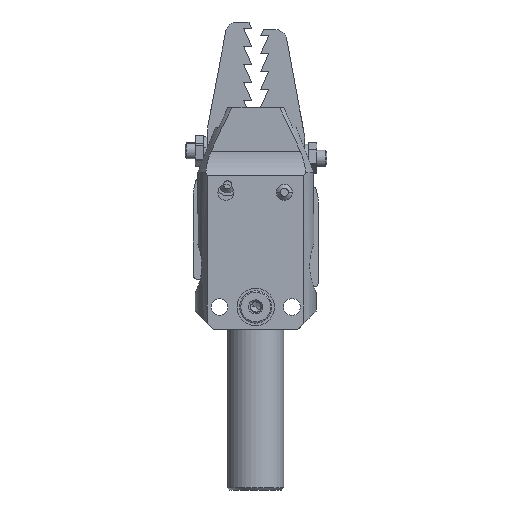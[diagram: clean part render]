
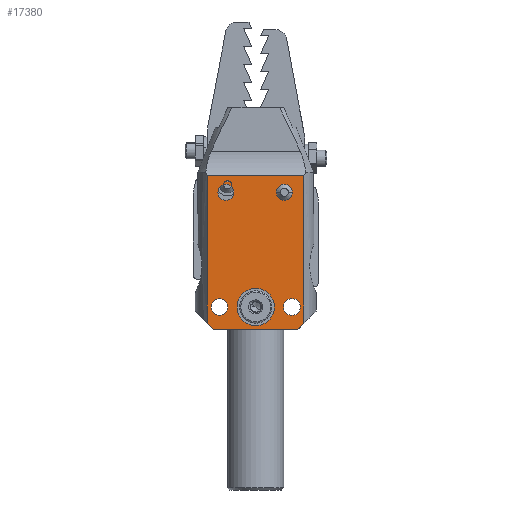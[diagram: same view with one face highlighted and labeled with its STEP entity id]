
A CAD part, front view. The second image highlights one B-rep face of the part: STEP entity #17380.
In plain terms, the highlighted face is planar.
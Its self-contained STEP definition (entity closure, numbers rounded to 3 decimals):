
#2594 = CIRCLE ( 'NONE', #17590, 4.65 ) ;
#2603 = CIRCLE ( 'NONE', #17596, 2. ) ;
#2617 = CIRCLE ( 'NONE', #11133, 2. ) ;
#2686 = CIRCLE ( 'NONE', #11149, 2.1 ) ;
#2690 = CIRCLE ( 'NONE', #11151, 2.1 ) ;
#2716 = LINE ( 'NONE', #3744, #2729 ) ;
#2719 = CIRCLE ( 'NONE', #11157, 2.1 ) ;
#2721 = CIRCLE ( 'NONE', #11158, 2.1 ) ;
#2722 = CIRCLE ( 'NONE', #11159, 2. ) ;
#2723 = CIRCLE ( 'NONE', #11160, 2. ) ;
#2724 = CIRCLE ( 'NONE', #11161, 4.65 ) ;
#2725 = LINE ( 'NONE', #3738, #2727 ) ;
#2726 = LINE ( 'NONE', #3743, #2731 ) ;
#2727 = VECTOR ( 'NONE', #3739, 1000. ) ;
#2728 = LINE ( 'NONE', #3748, #2735 ) ;
#2729 = VECTOR ( 'NONE', #3749, 1000. ) ;
#2730 = LINE ( 'NONE', #3752, #2733 ) ;
#2731 = VECTOR ( 'NONE', #3751, 1000. ) ;
#2732 = LINE ( 'NONE', #3750, #2737 ) ;
#2733 = VECTOR ( 'NONE', #3753, 1000. ) ;
#2735 = VECTOR ( 'NONE', #3754, 1000. ) ;
#2737 = VECTOR ( 'NONE', #3755, 1000. ) ;
#3303 = CARTESIAN_POINT ( 'NONE',  ( 7.1, 9., 21. ) ) ;
#3304 = DIRECTION ( 'NONE',  ( 0., -1., 0. ) ) ;
#3305 = DIRECTION ( 'NONE',  ( 0., 0., -1. ) ) ;
#3612 = CARTESIAN_POINT ( 'NONE',  ( -9., 9., 49.5 ) ) ;
#3613 = DIRECTION ( 'NONE',  ( 0., -1., 0. ) ) ;
#3614 = DIRECTION ( 'NONE',  ( 0., 0., -1. ) ) ;
#3622 = CARTESIAN_POINT ( 'NONE',  ( 9., 9., 49.5 ) ) ;
#3623 = DIRECTION ( 'NONE',  ( 0., -1., 0. ) ) ;
#3624 = DIRECTION ( 'NONE',  ( 0., 0., -1. ) ) ;
#3729 = CARTESIAN_POINT ( 'NONE',  ( 9., 9., 49.5 ) ) ;
#3730 = DIRECTION ( 'NONE',  ( 0., -1., 0. ) ) ;
#3731 = DIRECTION ( 'NONE',  ( 0., 0., -1. ) ) ;
#3732 = CARTESIAN_POINT ( 'NONE',  ( -9., 9., 49.5 ) ) ;
#3733 = DIRECTION ( 'NONE',  ( 0., -1., 0. ) ) ;
#3734 = DIRECTION ( 'NONE',  ( 0., 0., -1. ) ) ;
#3735 = CARTESIAN_POINT ( 'NONE',  ( 7.1, 9., 21. ) ) ;
#3736 = DIRECTION ( 'NONE',  ( 0., -1., 0. ) ) ;
#3737 = DIRECTION ( 'NONE',  ( 0., 0., -1. ) ) ;
#3738 = CARTESIAN_POINT ( 'NONE',  ( -12., 9., 95. ) ) ;
#3739 = DIRECTION ( 'NONE',  ( 0., 0., 1. ) ) ;
#3740 = CARTESIAN_POINT ( 'NONE',  ( -7.4, 9., 21. ) ) ;
#3741 = DIRECTION ( 'NONE',  ( 0., -1., 0. ) ) ;
#3742 = DIRECTION ( 'NONE',  ( 0., 0., -1. ) ) ;
#3743 = CARTESIAN_POINT ( 'NONE',  ( 15.001, 9., 55. ) ) ;
#3744 = CARTESIAN_POINT ( 'NONE',  ( -15., 9., 50.5 ) ) ;
#3745 = CARTESIAN_POINT ( 'NONE',  ( 0., 9., 49.5 ) ) ;
#3746 = DIRECTION ( 'NONE',  ( 0., -1., 0. ) ) ;
#3747 = DIRECTION ( 'NONE',  ( 0., 0., -1. ) ) ;
#3748 = CARTESIAN_POINT ( 'NONE',  ( 12., 9., 95. ) ) ;
#3749 = DIRECTION ( 'NONE',  ( -0.707, 0., -0.707 ) ) ;
#3750 = CARTESIAN_POINT ( 'NONE',  ( 15.001, 9., 16.8 ) ) ;
#3751 = DIRECTION ( 'NONE',  ( 1., 0., 0. ) ) ;
#3752 = CARTESIAN_POINT ( 'NONE',  ( 15., 9., 50.5 ) ) ;
#3753 = DIRECTION ( 'NONE',  ( -0.707, 0., 0.707 ) ) ;
#3754 = DIRECTION ( 'NONE',  ( 0., 0., 1. ) ) ;
#3755 = DIRECTION ( 'NONE',  ( -1., 0., 0. ) ) ;
#5171 = DIRECTION ( 'NONE',  ( 0., 0., -1. ) ) ;
#5174 = DIRECTION ( 'NONE',  ( 0., -1., 0. ) ) ;
#5177 = CARTESIAN_POINT ( 'NONE',  ( -7.4, 9., 21. ) ) ;
#5225 = DIRECTION ( 'NONE',  ( 0., 0., -1. ) ) ;
#5226 = DIRECTION ( 'NONE',  ( 0., -1., 0. ) ) ;
#5227 = CARTESIAN_POINT ( 'NONE',  ( 0., 9., 49.5 ) ) ;
#7867 = CARTESIAN_POINT ( 'NONE',  ( -12., 9., 16.8 ) ) ;
#7940 = CARTESIAN_POINT ( 'NONE',  ( 12., 9., 16.8 ) ) ;
#7954 = CARTESIAN_POINT ( 'NONE',  ( -10.5, 9., 55. ) ) ;
#7965 = CARTESIAN_POINT ( 'NONE',  ( 10.5, 9., 55. ) ) ;
#8468 = CARTESIAN_POINT ( 'NONE',  ( 12., 9., 53.5 ) ) ;
#9618 = CARTESIAN_POINT ( 'NONE',  ( -12., 9., 53.5 ) ) ;
#9690 = CARTESIAN_POINT ( 'NONE',  ( -9., 9., 47.4 ) ) ;
#9726 = CARTESIAN_POINT ( 'NONE',  ( 9., 9., 51.6 ) ) ;
#9875 = CARTESIAN_POINT ( 'NONE',  ( -9., 9., 51.6 ) ) ;
#9924 = CARTESIAN_POINT ( 'NONE',  ( 9., 9., 47.4 ) ) ;
#10181 = ORIENTED_EDGE ( 'NONE', *, *, #16806, .T. ) ;
#10182 = ORIENTED_EDGE ( 'NONE', *, *, #16805, .F. ) ;
#10183 = ORIENTED_EDGE ( 'NONE', *, *, #16804, .F. ) ;
#10184 = ORIENTED_EDGE ( 'NONE', *, *, #16803, .T. ) ;
#10185 = ORIENTED_EDGE ( 'NONE', *, *, #16802, .F. ) ;
#10186 = ORIENTED_EDGE ( 'NONE', *, *, #16801, .T. ) ;
#10187 = ORIENTED_EDGE ( 'NONE', *, *, #16800, .T. ) ;
#10188 = ORIENTED_EDGE ( 'NONE', *, *, #16701, .T. ) ;
#10189 = ORIENTED_EDGE ( 'NONE', *, *, #16709, .T. ) ;
#10190 = ORIENTED_EDGE ( 'NONE', *, *, #16799, .T. ) ;
#10191 = ORIENTED_EDGE ( 'NONE', *, *, #16721, .T. ) ;
#10192 = ORIENTED_EDGE ( 'NONE', *, *, #16798, .T. ) ;
#10193 = ORIENTED_EDGE ( 'NONE', *, *, #16770, .T. ) ;
#10194 = ORIENTED_EDGE ( 'NONE', *, *, #16797, .T. ) ;
#10195 = ORIENTED_EDGE ( 'NONE', *, *, #16774, .T. ) ;
#10196 = ORIENTED_EDGE ( 'NONE', *, *, #16796, .T. ) ;
#10746 = VERTEX_POINT ( 'NONE', #9875 ) ;
#10795 = VERTEX_POINT ( 'NONE', #9690 ) ;
#10840 = VERTEX_POINT ( 'NONE', #9726 ) ;
#10851 = VERTEX_POINT ( 'NONE', #9924 ) ;
#10947 = VERTEX_POINT ( 'NONE', #9618 ) ;
#11133 = AXIS2_PLACEMENT_3D ( 'NONE', #3303, #3304, #3305 ) ;
#11149 = AXIS2_PLACEMENT_3D ( 'NONE', #3612, #3613, #3614 ) ;
#11151 = AXIS2_PLACEMENT_3D ( 'NONE', #3622, #3623, #3624 ) ;
#11157 = AXIS2_PLACEMENT_3D ( 'NONE', #3729, #3730, #3731 ) ;
#11158 = AXIS2_PLACEMENT_3D ( 'NONE', #3732, #3733, #3734 ) ;
#11159 = AXIS2_PLACEMENT_3D ( 'NONE', #3735, #3736, #3737 ) ;
#11160 = AXIS2_PLACEMENT_3D ( 'NONE', #3740, #3741, #3742 ) ;
#11161 = AXIS2_PLACEMENT_3D ( 'NONE', #3745, #3746, #3747 ) ;
#11398 = AXIS2_PLACEMENT_3D ( 'NONE', #14970, #14967, #14971 ) ;
#13061 = FACE_BOUND ( 'NONE', #13664, .T. ) ;
#13063 = FACE_BOUND ( 'NONE', #13670, .T. ) ;
#13064 = FACE_BOUND ( 'NONE', #13661, .T. ) ;
#13067 = FACE_BOUND ( 'NONE', #13750, .T. ) ;
#13069 = FACE_BOUND ( 'NONE', #13663, .T. ) ;
#13070 = FACE_OUTER_BOUND ( 'NONE', #13669, .T. ) ;
#13661 = EDGE_LOOP ( 'NONE', ( #10196, #10195 ) ) ;
#13663 = EDGE_LOOP ( 'NONE', ( #10194, #10193 ) ) ;
#13664 = EDGE_LOOP ( 'NONE', ( #10190, #10189 ) ) ;
#13669 = EDGE_LOOP ( 'NONE', ( #10186, #10185, #10184, #10183, #10182, #10181 ) ) ;
#13670 = EDGE_LOOP ( 'NONE', ( #10192, #10191 ) ) ;
#13750 = EDGE_LOOP ( 'NONE', ( #10188, #10187 ) ) ;
#14967 = DIRECTION ( 'NONE',  ( 0., 1., 0. ) ) ;
#14968 = PLANE ( 'NONE',  #11398 ) ;
#14970 = CARTESIAN_POINT ( 'NONE',  ( 15.001, 9., 0. ) ) ;
#14971 = DIRECTION ( 'NONE',  ( 0., 0., 1. ) ) ;
#16153 = VERTEX_POINT ( 'NONE', #7965 ) ;
#16158 = VERTEX_POINT ( 'NONE', #7954 ) ;
#16166 = VERTEX_POINT ( 'NONE', #7940 ) ;
#16195 = VERTEX_POINT ( 'NONE', #7867 ) ;
#16268 = VERTEX_POINT ( 'NONE', #8468 ) ;
#16701 = EDGE_CURVE ( 'NONE', #18038, #17872, #2594, .T. ) ;
#16709 = EDGE_CURVE ( 'NONE', #17894, #17962, #2603, .T. ) ;
#16721 = EDGE_CURVE ( 'NONE', #18079, #18005, #2617, .T. ) ;
#16770 = EDGE_CURVE ( 'NONE', #10746, #10795, #2686, .T. ) ;
#16774 = EDGE_CURVE ( 'NONE', #10840, #10851, #2690, .T. ) ;
#16796 = EDGE_CURVE ( 'NONE', #10851, #10840, #2719, .T. ) ;
#16797 = EDGE_CURVE ( 'NONE', #10795, #10746, #2721, .T. ) ;
#16798 = EDGE_CURVE ( 'NONE', #18005, #18079, #2722, .T. ) ;
#16799 = EDGE_CURVE ( 'NONE', #17962, #17894, #2723, .T. ) ;
#16800 = EDGE_CURVE ( 'NONE', #17872, #18038, #2724, .T. ) ;
#16801 = EDGE_CURVE ( 'NONE', #16195, #10947, #2725, .T. ) ;
#16802 = EDGE_CURVE ( 'NONE', #16158, #10947, #2716, .T. ) ;
#16803 = EDGE_CURVE ( 'NONE', #16158, #16153, #2726, .T. ) ;
#16804 = EDGE_CURVE ( 'NONE', #16268, #16153, #2730, .T. ) ;
#16805 = EDGE_CURVE ( 'NONE', #16166, #16268, #2728, .T. ) ;
#16806 = EDGE_CURVE ( 'NONE', #16166, #16195, #2732, .T. ) ;
#17380 = ADVANCED_FACE ( 'NONE', ( #13064, #13069, #13063, #13061, #13067, #13070 ), #14968, .T. ) ;
#17590 = AXIS2_PLACEMENT_3D ( 'NONE', #5227, #5226, #5225 ) ;
#17596 = AXIS2_PLACEMENT_3D ( 'NONE', #5177, #5174, #5171 ) ;
#17872 = VERTEX_POINT ( 'NONE', #18458 ) ;
#17894 = VERTEX_POINT ( 'NONE', #18474 ) ;
#17962 = VERTEX_POINT ( 'NONE', #18525 ) ;
#18005 = VERTEX_POINT ( 'NONE', #18552 ) ;
#18038 = VERTEX_POINT ( 'NONE', #18578 ) ;
#18079 = VERTEX_POINT ( 'NONE', #18597 ) ;
#18458 = CARTESIAN_POINT ( 'NONE',  ( 0., 9., 44.85 ) ) ;
#18474 = CARTESIAN_POINT ( 'NONE',  ( -7.4, 9., 23. ) ) ;
#18525 = CARTESIAN_POINT ( 'NONE',  ( -7.4, 9., 19. ) ) ;
#18552 = CARTESIAN_POINT ( 'NONE',  ( 7.1, 9., 19. ) ) ;
#18578 = CARTESIAN_POINT ( 'NONE',  ( 0., 9., 54.15 ) ) ;
#18597 = CARTESIAN_POINT ( 'NONE',  ( 7.1, 9., 23. ) ) ;
